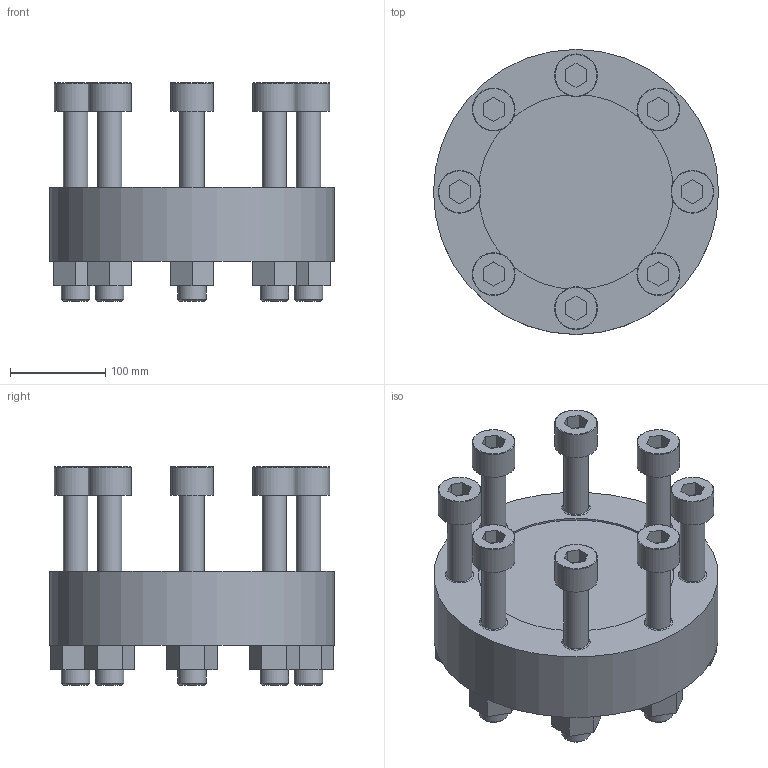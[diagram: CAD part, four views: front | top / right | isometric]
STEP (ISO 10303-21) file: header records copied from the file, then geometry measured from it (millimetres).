
FILE_DESCRIPTION(/* description */ ('STEP AP203'),/* implementation_level */ '2;1');
FILE_NAME(/* name */ 'Counter Blind Flange FGB 150-2-01',/* time_stamp */ '2025-01-17T14:34:30+01:00',/* author */ ('License CC BY-ND 4.0'),/* organization */ ('CADENAS'),/* preprocessor_version */ 'ST-DEVELOPER v19.3',/* originating_system */ 'PARTsolutions',/* authorisation */ ' ');
FILE_SCHEMA (('CONFIG_CONTROL_DESIGN'));
Length unit declared in the file: millimetre
Products named in the file (1): Gegen-Blindflansch FGB 150-2-01
Bounding box: 300 x 300 x 230 mm (x, y, z)
Volume: 6574031.7 mm3; surface area: 374381.7 mm2
Topology: 1 solids, 1 shells, 197 faces, 447 edges, 293 vertices
Faces by surface type: plane 139, cylinder 34, cone 16, torus 8
Full cylindrical faces by diameter (mm): 25.706 x8, 30 x16, 45 x8, 205 x1, 300 x1
Entity records: 5052 total; most frequent: DIRECTION 852, CARTESIAN_POINT 846, ORIENTED_EDGE 744, EDGE_CURVE 372, EDGE_LOOP 296, FACE_BOUND 296, LINE 288, VECTOR 288
